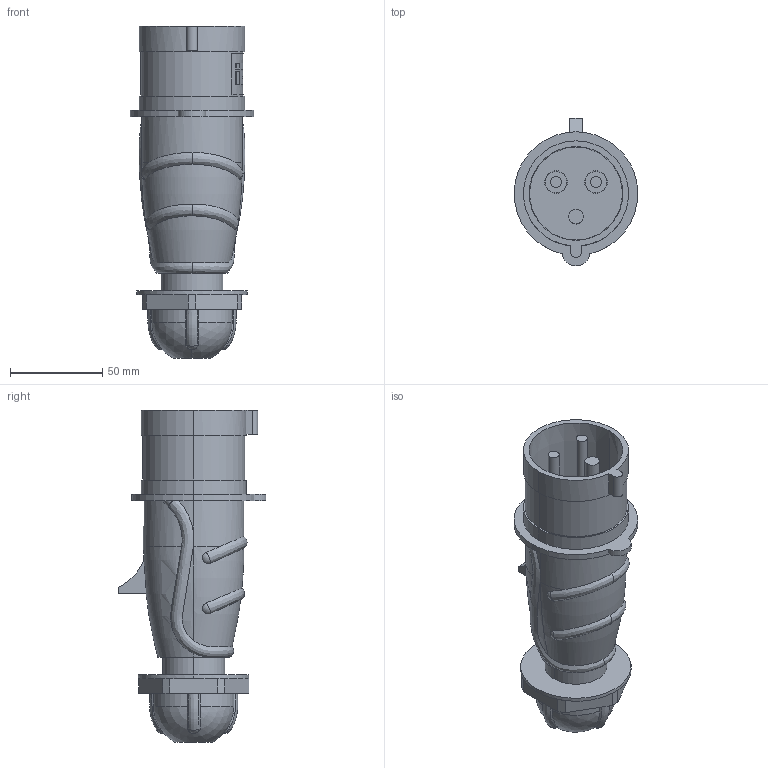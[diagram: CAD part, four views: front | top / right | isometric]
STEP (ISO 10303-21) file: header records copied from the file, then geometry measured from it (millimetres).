
FILE_DESCRIPTION (( 'STEP AP214' ), '1' );
FILE_NAME ('PSN01-032-3 MAGNUM Âèëêà ïåðåíîñ. ÑÑÈ-023 32À-6÷ 220Â 2P+PE IP44 IEK.STEP', '2025-07-22T10:34:01', ( '' ), ( '' ), 'SwSTEP 2.0', 'SolidWorks 2022', '' );
FILE_SCHEMA (( 'AUTOMOTIVE_DESIGN' ));
Length unit declared in the file: millimetre
Products named in the file (1): PSN01-032-3 MAGNUM Вилка перенос. ССИ-023 32А-6ч 220В 2P+PE IP44 IEK
Bounding box: 67 x 80.17 x 179.99 mm (x, y, z)
Volume: 154776.3 mm3; surface area: 69370.7 mm2
Topology: 7 solids, 7 shells, 416 faces, 1046 edges, 683 vertices
Faces by surface type: plane 230, cylinder 116, cone 26, bspline 26, sphere 10, torus 8
Entity records: 25697 total; most frequent: CARTESIAN_POINT 15616, ORIENTED_EDGE 2080, DIRECTION 1966, EDGE_CURVE 1040, AXIS2_PLACEMENT_3D 708, VERTEX_POINT 683, VECTOR 550, LINE 550
